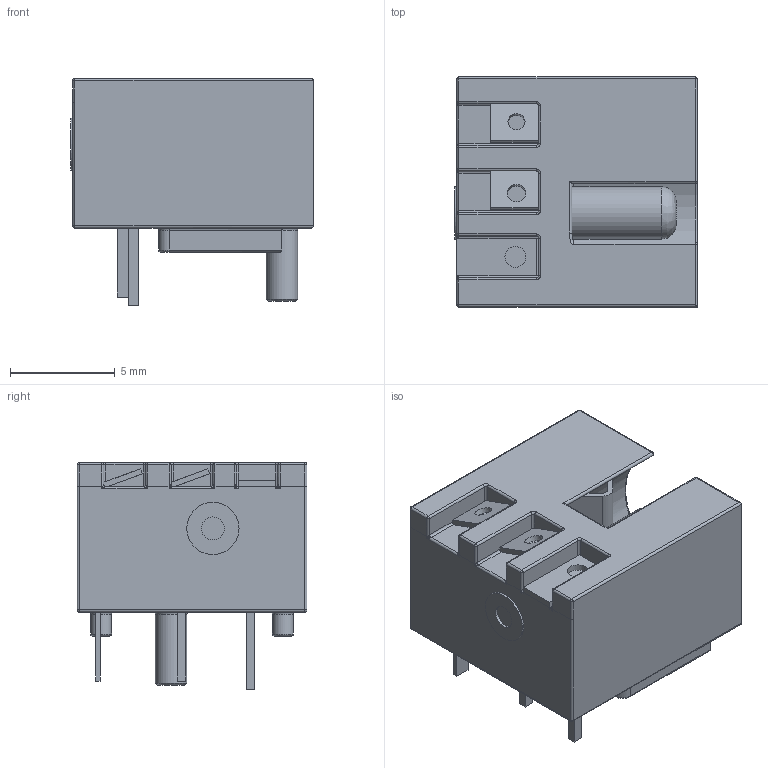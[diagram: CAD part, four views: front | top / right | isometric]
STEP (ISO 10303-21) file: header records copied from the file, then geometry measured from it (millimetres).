
FILE_DESCRIPTION(/* description */ (''),/* implementation_level */ '2;1');
FILE_NAME(/* name */ 'CUI - PJ-012B.step',/* time_stamp */ '2020-05-01T04:27:27+01:00',/* author */ (''),/* organization */ (''),/* preprocessor_version */ 'ST-DEVELOPER v18.1',/* originating_system */ 'Autodesk Translation Framework v9.2.0.1227',/* authorisation */ '');
FILE_SCHEMA (('AUTOMOTIVE_DESIGN { 1 0 10303 214 3 1 1 }'));
Length unit declared in the file: millimetre
Products named in the file (1): CUI - PJ-012B
Bounding box: 11.6 x 11 x 10.85 mm (x, y, z)
Volume: 727.5 mm3; surface area: 845.5 mm2
Topology: 1 solids, 1 shells, 197 faces, 473 edges, 278 vertices
Faces by surface type: cylinder 81, plane 74, bspline 14, sphere 14, torus 13, cone 1
Full cylindrical faces by diameter (mm): 0.823 x1, 0.88 x1, 1 x1, 1.1 x1, 1.5 x1, 2.5 x2
Entity records: 6259 total; most frequent: CARTESIAN_POINT 1508, DIRECTION 1038, ORIENTED_EDGE 930, EDGE_CURVE 465, AXIS2_PLACEMENT_3D 392, VERTEX_POINT 278, LINE 254, VECTOR 254
